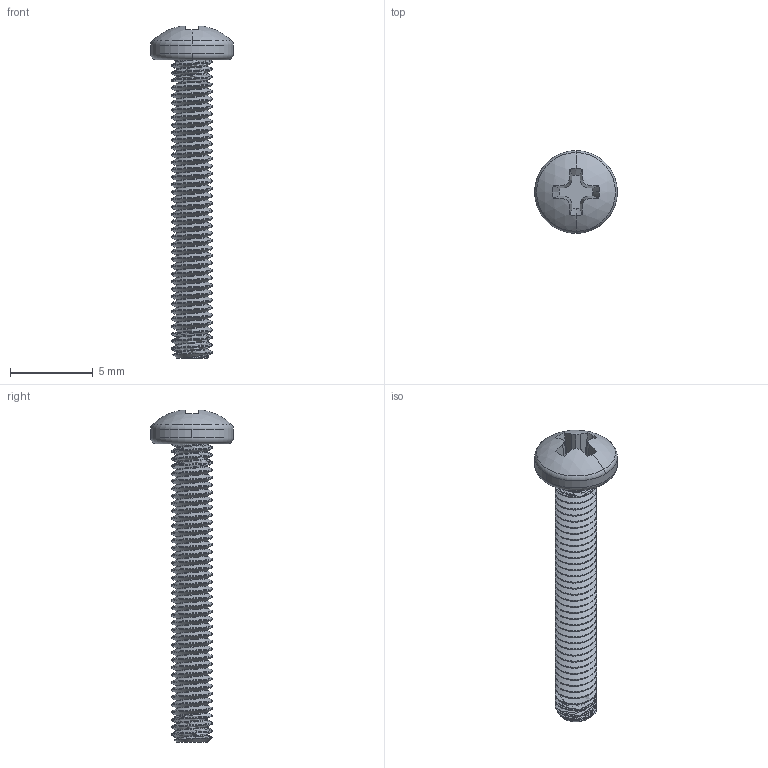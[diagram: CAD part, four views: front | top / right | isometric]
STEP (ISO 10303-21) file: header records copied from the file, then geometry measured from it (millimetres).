
FILE_DESCRIPTION (( 'STEP AP203' ), '1' );
FILE_NAME ('95836A283_BLACK-OXIDE 18-8 STAINLESS STEEL PAN HEAD PHILLIPS SCREWS.STEP', '2020-11-02T15:37:00', ( 'Administrator' ), ( 'Managed by Terraform' ), 'SwSTEP 2.0', 'SolidWorks 2017', '' );
FILE_SCHEMA (( 'CONFIG_CONTROL_DESIGN' ));
Length unit declared in the file: millimetre
Products named in the file (1): 95836A283_BLACK-OXIDE 18-8 STAINLESS STEEL PAN HEAD PHILLIPS SCREWS
Bounding box: 5 x 5 x 20.05 mm (x, y, z)
Volume: 95.8 mm3; surface area: 286 mm2
Topology: 1 solids, 1 shells, 240 faces, 706 edges, 469 vertices
Faces by surface type: cylinder 203, plane 19, cone 9, torus 4, bspline 3, sphere 2
Entity records: 11222 total; most frequent: CARTESIAN_POINT 5944, ORIENTED_EDGE 1412, DIRECTION 820, EDGE_CURVE 706, VERTEX_POINT 469, AXIS2_PLACEMENT_3D 293, EDGE_LOOP 241, ADVANCED_FACE 240
